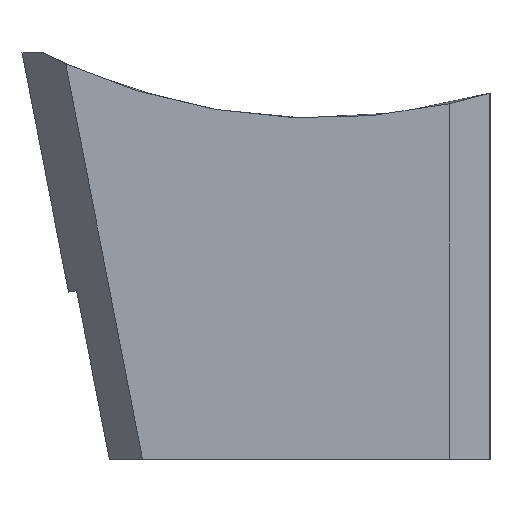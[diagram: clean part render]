
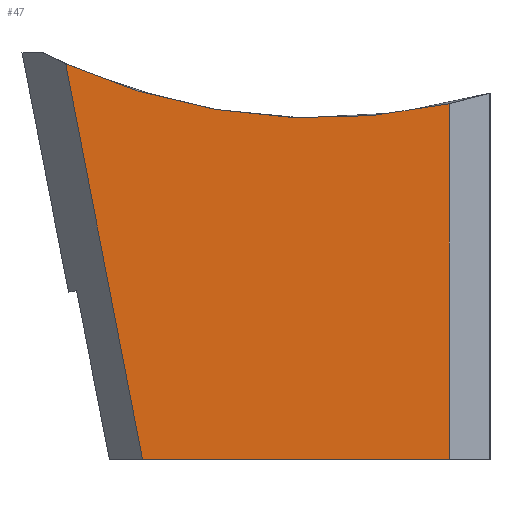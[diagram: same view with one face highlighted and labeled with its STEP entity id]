
A CAD part, left-side view. The second image highlights one B-rep face of the part: STEP entity #47.
In plain terms, the highlighted planar face has unit normal (-1, 0, 0).
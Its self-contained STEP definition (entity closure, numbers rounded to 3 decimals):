
#47=ADVANCED_FACE('',(#70),#60,.F.);
#60=PLANE('',#292);
#70=FACE_OUTER_BOUND('',#81,.T.);
#81=EDGE_LOOP('',(#146,#147,#148,#149));
#96=LINE('',#380,#121);
#97=LINE('',#382,#122);
#98=LINE('',#384,#123);
#121=VECTOR('',#316,1.);
#122=VECTOR('',#317,1.);
#123=VECTOR('',#318,1.);
#146=ORIENTED_EDGE('',*,*,#234,.F.);
#147=ORIENTED_EDGE('',*,*,#235,.F.);
#148=ORIENTED_EDGE('',*,*,#236,.F.);
#149=ORIENTED_EDGE('',*,*,#237,.T.);
#212=VERTEX_POINT('',#378);
#213=VERTEX_POINT('',#379);
#214=VERTEX_POINT('',#381);
#215=VERTEX_POINT('',#383);
#234=EDGE_CURVE('',#212,#213,#267,.T.);
#235=EDGE_CURVE('',#214,#212,#96,.T.);
#236=EDGE_CURVE('',#215,#214,#97,.T.);
#237=EDGE_CURVE('',#215,#213,#98,.T.);
#267=CIRCLE('',#291,15.);
#291=AXIS2_PLACEMENT_3D('',#377,#314,#315);
#292=AXIS2_PLACEMENT_3D('',#385,#319,#320);
#314=DIRECTION('',(-1.,0.,0.));
#315=DIRECTION('',(0.,0.413,-0.911));
#316=DIRECTION('',(0.,0.191,0.982));
#317=DIRECTION('',(0.,1.,0.));
#318=DIRECTION('',(0.,0.,1.));
#319=DIRECTION('',(1.,0.,0.));
#320=DIRECTION('',(0.,-1.,0.));
#377=CARTESIAN_POINT('',(-7.,-0.263,23.389));
#378=CARTESIAN_POINT('',(-7.,5.928,9.726));
#379=CARTESIAN_POINT('',(-7.,-3.5,8.743));
#380=CARTESIAN_POINT('',(-7.,4.037,0.));
#381=CARTESIAN_POINT('',(-7.,4.037,0.));
#382=CARTESIAN_POINT('',(-7.,-3.5,0.));
#383=CARTESIAN_POINT('',(-7.,-3.5,0.));
#384=CARTESIAN_POINT('',(-7.,-3.5,0.));
#385=CARTESIAN_POINT('',(-7.,0.,0.));
